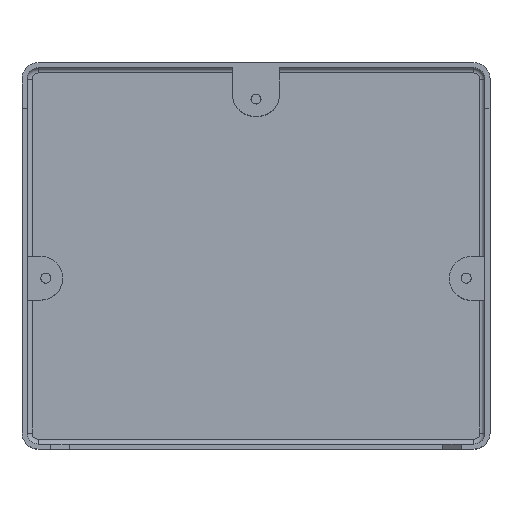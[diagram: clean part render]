
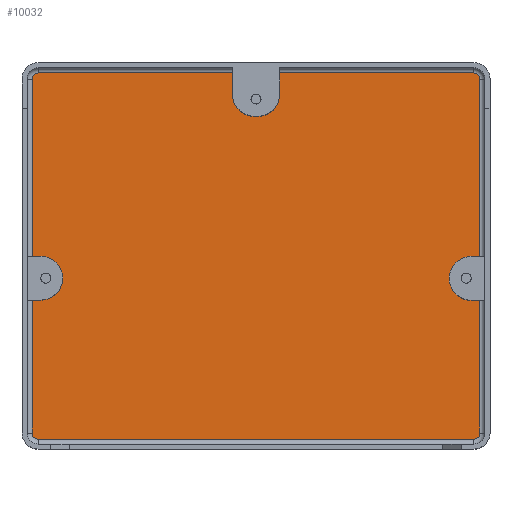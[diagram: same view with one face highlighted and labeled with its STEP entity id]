
A CAD part, top view. The second image highlights one B-rep face of the part: STEP entity #10032.
In plain terms, the highlighted planar face has unit normal (0, 0, 1).
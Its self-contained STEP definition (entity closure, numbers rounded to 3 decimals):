
#1467=LINE('',#15580,#2792);
#1468=LINE('',#15592,#2793);
#1469=LINE('',#15596,#2794);
#1471=LINE('',#15599,#2796);
#1473=LINE('',#15603,#2798);
#1474=LINE('',#15614,#2799);
#1476=LINE('',#15618,#2801);
#1477=LINE('',#15620,#2802);
#1478=LINE('',#15622,#2803);
#1479=LINE('',#15625,#2804);
#1480=LINE('',#15627,#2805);
#1481=LINE('',#15631,#2806);
#1482=LINE('',#15634,#2807);
#1483=LINE('',#15635,#2808);
#2792=VECTOR('',#12754,1.);
#2793=VECTOR('',#12769,1.);
#2794=VECTOR('',#12774,1.);
#2796=VECTOR('',#12778,10.);
#2798=VECTOR('',#12784,10.);
#2799=VECTOR('',#12797,1.);
#2801=VECTOR('',#12801,10.);
#2802=VECTOR('',#12802,10.);
#2803=VECTOR('',#12803,1.);
#2804=VECTOR('',#12806,1.);
#2805=VECTOR('',#12807,10.);
#2806=VECTOR('',#12810,10.);
#2807=VECTOR('',#12813,10.);
#2808=VECTOR('',#12814,1.);
#3303=FACE_OUTER_BOUND('',#3781,.T.);
#3781=EDGE_LOOP('',(#8087,#8088,#8089,#8090,#8091,#8092,#8093,#8094,#8095,
#8096,#8097,#8098,#8099,#8100,#8101,#8102,#8103,#8104,#8105,#8106,#8107,
#8108));
#4011=CIRCLE('',#10518,7.);
#4014=CIRCLE('',#10523,7.);
#4018=CIRCLE('',#10528,2.);
#4023=CIRCLE('',#10535,2.);
#4029=CIRCLE('',#10547,2.);
#4031=CIRCLE('',#10551,2.);
#4032=CIRCLE('',#10552,7.);
#4033=CIRCLE('',#10553,7.);
#4906=VERTEX_POINT('',#15546);
#4907=VERTEX_POINT('',#15548);
#4911=VERTEX_POINT('',#15559);
#4912=VERTEX_POINT('',#15561);
#4914=VERTEX_POINT('',#15566);
#4915=VERTEX_POINT('',#15569);
#4916=VERTEX_POINT('',#15573);
#4919=VERTEX_POINT('',#15578);
#4921=VERTEX_POINT('',#15584);
#4922=VERTEX_POINT('',#15588);
#4923=VERTEX_POINT('',#15590);
#4924=VERTEX_POINT('',#15594);
#4926=VERTEX_POINT('',#15607);
#4928=VERTEX_POINT('',#15612);
#4929=VERTEX_POINT('',#15617);
#4930=VERTEX_POINT('',#15619);
#4931=VERTEX_POINT('',#15621);
#4932=VERTEX_POINT('',#15623);
#4933=VERTEX_POINT('',#15626);
#4934=VERTEX_POINT('',#15628);
#4935=VERTEX_POINT('',#15630);
#4936=VERTEX_POINT('',#15632);
#6235=EDGE_CURVE('',#4906,#4907,#4011,.F.);
#6241=EDGE_CURVE('',#4911,#4912,#4014,.F.);
#6246=EDGE_CURVE('',#4914,#4915,#4018,.T.);
#6250=EDGE_CURVE('',#4916,#4919,#1467,.T.);
#6253=EDGE_CURVE('',#4919,#4921,#4023,.T.);
#6256=EDGE_CURVE('',#4922,#4923,#1468,.T.);
#6258=EDGE_CURVE('',#4915,#4924,#1469,.T.);
#6260=EDGE_CURVE('',#4924,#4907,#1471,.T.);
#6262=EDGE_CURVE('',#4906,#4922,#1473,.T.);
#6265=EDGE_CURVE('',#4923,#4926,#4029,.T.);
#6267=EDGE_CURVE('',#4926,#4928,#1474,.T.);
#6269=EDGE_CURVE('',#4929,#4912,#1476,.T.);
#6270=EDGE_CURVE('',#4911,#4930,#1477,.T.);
#6271=EDGE_CURVE('',#4930,#4931,#1478,.T.);
#6272=EDGE_CURVE('',#4931,#4932,#4031,.T.);
#6273=EDGE_CURVE('',#4932,#4914,#1479,.T.);
#6274=EDGE_CURVE('',#4928,#4933,#1480,.T.);
#6275=EDGE_CURVE('',#4934,#4933,#4032,.F.);
#6276=EDGE_CURVE('',#4934,#4935,#1481,.T.);
#6277=EDGE_CURVE('',#4936,#4935,#4033,.F.);
#6278=EDGE_CURVE('',#4936,#4916,#1482,.T.);
#6279=EDGE_CURVE('',#4921,#4929,#1483,.T.);
#8087=ORIENTED_EDGE('',*,*,#6269,.T.);
#8088=ORIENTED_EDGE('',*,*,#6241,.F.);
#8089=ORIENTED_EDGE('',*,*,#6270,.T.);
#8090=ORIENTED_EDGE('',*,*,#6271,.T.);
#8091=ORIENTED_EDGE('',*,*,#6272,.T.);
#8092=ORIENTED_EDGE('',*,*,#6273,.T.);
#8093=ORIENTED_EDGE('',*,*,#6246,.T.);
#8094=ORIENTED_EDGE('',*,*,#6258,.T.);
#8095=ORIENTED_EDGE('',*,*,#6260,.T.);
#8096=ORIENTED_EDGE('',*,*,#6235,.F.);
#8097=ORIENTED_EDGE('',*,*,#6262,.T.);
#8098=ORIENTED_EDGE('',*,*,#6256,.T.);
#8099=ORIENTED_EDGE('',*,*,#6265,.T.);
#8100=ORIENTED_EDGE('',*,*,#6267,.T.);
#8101=ORIENTED_EDGE('',*,*,#6274,.T.);
#8102=ORIENTED_EDGE('',*,*,#6275,.F.);
#8103=ORIENTED_EDGE('',*,*,#6276,.T.);
#8104=ORIENTED_EDGE('',*,*,#6277,.F.);
#8105=ORIENTED_EDGE('',*,*,#6278,.T.);
#8106=ORIENTED_EDGE('',*,*,#6250,.T.);
#8107=ORIENTED_EDGE('',*,*,#6253,.T.);
#8108=ORIENTED_EDGE('',*,*,#6279,.T.);
#9581=PLANE('',#10550);
#10032=ADVANCED_FACE('',(#3303),#9581,.T.);
#10518=AXIS2_PLACEMENT_3D('',#15549,#12721,#12722);
#10523=AXIS2_PLACEMENT_3D('',#15562,#12734,#12735);
#10528=AXIS2_PLACEMENT_3D('',#15571,#12745,#12746);
#10535=AXIS2_PLACEMENT_3D('',#15586,#12761,#12762);
#10547=AXIS2_PLACEMENT_3D('',#15609,#12791,#12792);
#10550=AXIS2_PLACEMENT_3D('',#15616,#12799,#12800);
#10551=AXIS2_PLACEMENT_3D('',#15624,#12804,#12805);
#10552=AXIS2_PLACEMENT_3D('',#15629,#12808,#12809);
#10553=AXIS2_PLACEMENT_3D('',#15633,#12811,#12812);
#12721=DIRECTION('center_axis',(0.,0.,-1.));
#12722=DIRECTION('ref_axis',(-0.707,0.707,0.));
#12734=DIRECTION('center_axis',(0.,0.,-1.));
#12735=DIRECTION('ref_axis',(0.707,-0.707,0.));
#12745=DIRECTION('center_axis',(0.,0.,1.));
#12746=DIRECTION('ref_axis',(0.,-1.,0.));
#12754=DIRECTION('',(-1.,0.,0.));
#12761=DIRECTION('center_axis',(0.,0.,1.));
#12762=DIRECTION('ref_axis',(0.,1.,0.));
#12769=DIRECTION('',(0.,1.,0.));
#12774=DIRECTION('',(0.,1.,0.));
#12778=DIRECTION('',(-1.,0.,0.));
#12784=DIRECTION('',(1.,0.,0.));
#12791=DIRECTION('center_axis',(0.,0.,1.));
#12792=DIRECTION('ref_axis',(1.,0.,0.));
#12797=DIRECTION('',(-1.,0.,0.));
#12799=DIRECTION('center_axis',(0.,0.,1.));
#12800=DIRECTION('ref_axis',(1.,0.,0.));
#12801=DIRECTION('',(1.,0.,0.));
#12802=DIRECTION('',(-1.,0.,0.));
#12803=DIRECTION('',(0.,-1.,0.));
#12804=DIRECTION('center_axis',(0.,0.,1.));
#12805=DIRECTION('ref_axis',(-1.,0.,0.));
#12806=DIRECTION('',(1.,0.,0.));
#12807=DIRECTION('',(0.,-1.,0.));
#12808=DIRECTION('center_axis',(0.,0.,-1.));
#12809=DIRECTION('ref_axis',(0.707,-0.707,0.));
#12810=DIRECTION('',(-1.,0.,0.));
#12811=DIRECTION('center_axis',(0.,0.,-1.));
#12812=DIRECTION('ref_axis',(-0.707,-0.707,0.));
#12813=DIRECTION('',(0.,1.,0.));
#12814=DIRECTION('',(0.,-1.,0.));
#15546=CARTESIAN_POINT('',(68.6,9.872,0.));
#15548=CARTESIAN_POINT('',(68.6,-4.128,0.));
#15549=CARTESIAN_POINT('Origin',(68.6,2.872,0.));
#15559=CARTESIAN_POINT('',(-68.6,-4.057,0.));
#15561=CARTESIAN_POINT('',(-68.6,9.943,0.));
#15562=CARTESIAN_POINT('Origin',(-68.6,2.943,0.));
#15566=CARTESIAN_POINT('',(69.4,-48.4,0.));
#15569=CARTESIAN_POINT('',(71.4,-46.4,0.));
#15571=CARTESIAN_POINT('Origin',(69.4,-46.4,0.));
#15573=CARTESIAN_POINT('',(-7.469,68.4,0.));
#15578=CARTESIAN_POINT('',(-69.4,68.4,0.));
#15580=CARTESIAN_POINT('',(69.4,68.4,0.));
#15584=CARTESIAN_POINT('',(-71.4,66.4,0.));
#15586=CARTESIAN_POINT('Origin',(-69.4,66.4,0.));
#15588=CARTESIAN_POINT('',(71.4,9.872,0.));
#15590=CARTESIAN_POINT('',(71.4,66.4,0.));
#15592=CARTESIAN_POINT('',(71.4,-46.4,0.));
#15594=CARTESIAN_POINT('',(71.4,-4.128,0.));
#15596=CARTESIAN_POINT('',(71.4,-46.4,0.));
#15599=CARTESIAN_POINT('',(37.3,-4.128,0.));
#15603=CARTESIAN_POINT('',(30.8,9.872,0.));
#15607=CARTESIAN_POINT('',(69.4,68.4,0.));
#15609=CARTESIAN_POINT('Origin',(69.4,66.4,0.));
#15612=CARTESIAN_POINT('',(7.5,68.4,0.));
#15614=CARTESIAN_POINT('',(69.4,68.4,0.));
#15616=CARTESIAN_POINT('Origin',(0.,20.,0.));
#15617=CARTESIAN_POINT('',(-71.4,9.943,0.));
#15618=CARTESIAN_POINT('',(-37.3,9.943,0.));
#15619=CARTESIAN_POINT('',(-71.4,-4.057,0.));
#15620=CARTESIAN_POINT('',(-30.8,-4.057,0.));
#15621=CARTESIAN_POINT('',(-71.4,-46.4,0.));
#15622=CARTESIAN_POINT('',(-71.4,66.4,0.));
#15623=CARTESIAN_POINT('',(-69.4,-48.4,0.));
#15624=CARTESIAN_POINT('Origin',(-69.4,-46.4,0.));
#15625=CARTESIAN_POINT('',(-69.4,-48.4,0.));
#15626=CARTESIAN_POINT('',(7.5,61.5,0.));
#15627=CARTESIAN_POINT('',(7.5,45.8,0.));
#15628=CARTESIAN_POINT('',(0.5,54.5,0.));
#15629=CARTESIAN_POINT('Origin',(0.5,61.5,0.));
#15630=CARTESIAN_POINT('',(-0.469,54.5,0.));
#15631=CARTESIAN_POINT('',(3.75,54.5,0.));
#15632=CARTESIAN_POINT('',(-7.469,61.5,0.));
#15633=CARTESIAN_POINT('Origin',(-0.469,61.5,0.));
#15634=CARTESIAN_POINT('',(-7.469,37.25,0.));
#15635=CARTESIAN_POINT('',(-71.4,66.4,0.));
